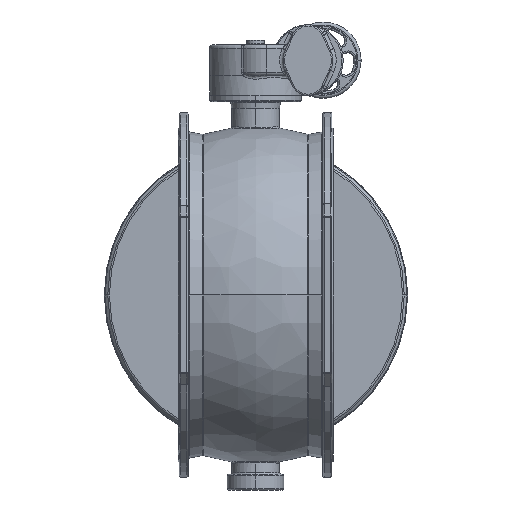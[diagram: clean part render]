
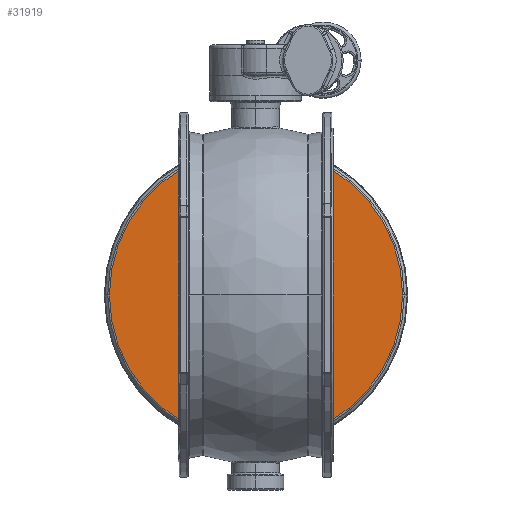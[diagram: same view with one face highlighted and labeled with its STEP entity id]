
A CAD part, front view. The second image highlights one B-rep face of the part: STEP entity #31919.
In plain terms, the highlighted planar face has unit normal (0, -1, 0).
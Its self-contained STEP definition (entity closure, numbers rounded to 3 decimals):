
#30661=CARTESIAN_POINT('',(0.,0.,0.));
#30662=DIRECTION('',(0.,1.,0.));
#30663=DIRECTION('',(1.,0.,0.));
#30664=AXIS2_PLACEMENT_3D('',#30661,#30662,#30663);
#30666=CARTESIAN_POINT('',(0.,0.,0.));
#30667=DIRECTION('',(0.,1.,0.));
#30668=DIRECTION('',(-1.,0.,0.));
#30669=AXIS2_PLACEMENT_3D('',#30666,#30667,#30668);
#30685=CARTESIAN_POINT('',(671.993,0.,
0.));
#30686=CARTESIAN_POINT('',(-671.993,0.,
0.));
#30687=VERTEX_POINT('',#30685);
#30688=VERTEX_POINT('',#30686);
#31910=CARTESIAN_POINT('',(0.,0.,0.));
#31911=DIRECTION('',(0.,-1.,0.));
#31912=DIRECTION('',(-1.,0.,0.));
#31913=AXIS2_PLACEMENT_3D('',#31910,#31911,#31912);
#31914=PLANE('',#31913);
#31915=ORIENTED_EDGE('',*,*,#31892,.T.);
#31916=ORIENTED_EDGE('',*,*,#31877,.T.);
#31917=EDGE_LOOP('',(#31915,#31916));
#31918=FACE_OUTER_BOUND('',#31917,.F.);
#31919=ADVANCED_FACE('',(#31918),#31914,.T.);
#30665=CIRCLE('',#30664,671.993);
#30670=CIRCLE('',#30669,671.993);
#31877=EDGE_CURVE('',#30688,#30687,#30670,.T.);
#31892=EDGE_CURVE('',#30687,#30688,#30665,.T.);
